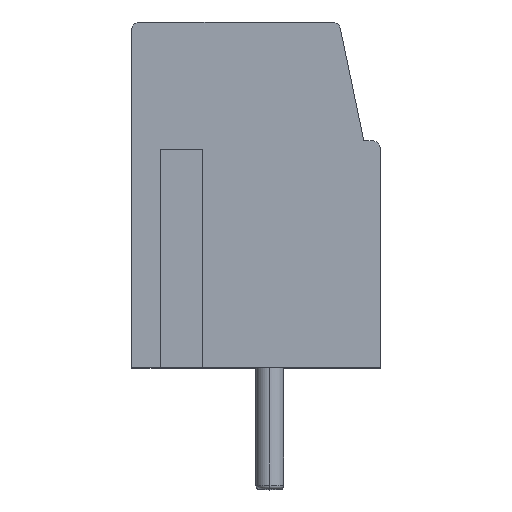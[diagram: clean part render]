
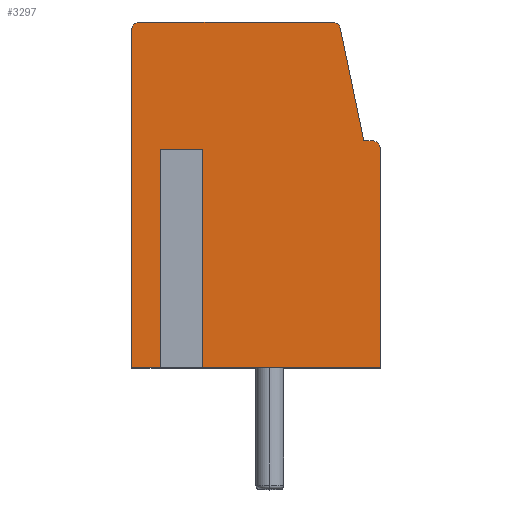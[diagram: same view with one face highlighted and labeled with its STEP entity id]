
A CAD part, top view. The second image highlights one B-rep face of the part: STEP entity #3297.
In plain terms, the highlighted planar face has unit normal (0, 0, 1).
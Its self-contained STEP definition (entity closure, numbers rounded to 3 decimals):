
#24 = VECTOR ( 'NONE', #2522, 1000. ) ;
#91 = LINE ( 'NONE', #1772, #430 ) ;
#169 = VERTEX_POINT ( 'NONE', #278 ) ;
#275 = CARTESIAN_POINT ( 'NONE',  ( 2.15, 0., 22.5 ) ) ;
#278 = CARTESIAN_POINT ( 'NONE',  ( 0., 0., 22.5 ) ) ;
#284 = AXIS2_PLACEMENT_3D ( 'NONE', #1951, #3309, #3341 ) ;
#410 = DIRECTION ( 'NONE',  ( -1., 0., 0. ) ) ;
#430 = VECTOR ( 'NONE', #5380, 1000. ) ;
#437 = DIRECTION ( 'NONE',  ( -1., 0., 0. ) ) ;
#500 = CARTESIAN_POINT ( 'NONE',  ( 0., 8.2, 22.5 ) ) ;
#542 = VECTOR ( 'NONE', #2151, 1000. ) ;
#571 = CARTESIAN_POINT ( 'NONE',  ( 9., 0., 22.5 ) ) ;
#582 = EDGE_CURVE ( 'NONE', #4764, #1886, #3609, .T. ) ;
#603 = LINE ( 'NONE', #1979, #5389 ) ;
#648 = CIRCLE ( 'NONE', #1347, 0.3 ) ;
#688 = DIRECTION ( 'NONE',  ( 0.205, -0.979, 0. ) ) ;
#714 = DIRECTION ( 'NONE',  ( 0., -1., 0. ) ) ;
#795 = CARTESIAN_POINT ( 'NONE',  ( 7.256, 12.2, 22.5 ) ) ;
#858 = CARTESIAN_POINT ( 'NONE',  ( 9., 12.5, 22.5 ) ) ;
#904 = DIRECTION ( 'NONE',  ( -1., 0., 0. ) ) ;
#1083 = VERTEX_POINT ( 'NONE', #2447 ) ;
#1090 = EDGE_CURVE ( 'NONE', #4825, #2716, #91, .T. ) ;
#1103 = DIRECTION ( 'NONE',  ( 0., -1., 0. ) ) ;
#1167 = EDGE_LOOP ( 'NONE', ( #1248, #3241, #1849, #1510, #4415, #1271, #2630, #2486, #5252, #2346, #4421, #1798, #1846 ) ) ;
#1248 = ORIENTED_EDGE ( 'NONE', *, *, #4324, .T. ) ;
#1271 = ORIENTED_EDGE ( 'NONE', *, *, #3332, .F. ) ;
#1277 = LINE ( 'NONE', #1670, #5244 ) ;
#1347 = AXIS2_PLACEMENT_3D ( 'NONE', #5391, #3318, #904 ) ;
#1510 = ORIENTED_EDGE ( 'NONE', *, *, #4852, .T. ) ;
#1551 = EDGE_CURVE ( 'NONE', #2404, #4478, #4418, .T. ) ;
#1618 = EDGE_CURVE ( 'NONE', #4006, #169, #603, .T. ) ;
#1667 = VERTEX_POINT ( 'NONE', #275 ) ;
#1670 = CARTESIAN_POINT ( 'NONE',  ( 8.425, 8.08, 22.5 ) ) ;
#1719 = EDGE_CURVE ( 'NONE', #5115, #1906, #4162, .T. ) ;
#1772 = CARTESIAN_POINT ( 'NONE',  ( 9., 8.2, 22.5 ) ) ;
#1798 = ORIENTED_EDGE ( 'NONE', *, *, #3482, .F. ) ;
#1846 = ORIENTED_EDGE ( 'NONE', *, *, #582, .F. ) ;
#1849 = ORIENTED_EDGE ( 'NONE', *, *, #1551, .F. ) ;
#1886 = VERTEX_POINT ( 'NONE', #4287 ) ;
#1906 = VERTEX_POINT ( 'NONE', #2143 ) ;
#1951 = CARTESIAN_POINT ( 'NONE',  ( 9., 8.2, 22.5 ) ) ;
#1979 = CARTESIAN_POINT ( 'NONE',  ( 9., 0., 22.5 ) ) ;
#2047 = CIRCLE ( 'NONE', #2466, 0.3 ) ;
#2108 = PLANE ( 'NONE',  #284 ) ;
#2143 = CARTESIAN_POINT ( 'NONE',  ( 7.256, 12.5, 22.5 ) ) ;
#2151 = DIRECTION ( 'NONE',  ( 1., 0., 0. ) ) ;
#2264 = VECTOR ( 'NONE', #5333, 1000. ) ;
#2330 = CARTESIAN_POINT ( 'NONE',  ( 8.7, 8.2, 22.5 ) ) ;
#2346 = ORIENTED_EDGE ( 'NONE', *, *, #3621, .F. ) ;
#2404 = VERTEX_POINT ( 'NONE', #4644 ) ;
#2447 = CARTESIAN_POINT ( 'NONE',  ( 0.3, 12.5, 22.5 ) ) ;
#2466 = AXIS2_PLACEMENT_3D ( 'NONE', #4893, #4101, #410 ) ;
#2486 = ORIENTED_EDGE ( 'NONE', *, *, #4578, .F. ) ;
#2522 = DIRECTION ( 'NONE',  ( 0., 1., 0. ) ) ;
#2630 = ORIENTED_EDGE ( 'NONE', *, *, #1719, .T. ) ;
#2716 = VERTEX_POINT ( 'NONE', #2330 ) ;
#2773 = CARTESIAN_POINT ( 'NONE',  ( 2.15, 7.9, 22.5 ) ) ;
#2821 = VECTOR ( 'NONE', #4208, 1000. ) ;
#2949 = LINE ( 'NONE', #500, #24 ) ;
#3064 = VECTOR ( 'NONE', #1103, 1000. ) ;
#3209 = CARTESIAN_POINT ( 'NONE',  ( 9., 8.2, 22.5 ) ) ;
#3218 = LINE ( 'NONE', #3596, #3064 ) ;
#3222 = LINE ( 'NONE', #4052, #4618 ) ;
#3241 = ORIENTED_EDGE ( 'NONE', *, *, #5035, .F. ) ;
#3297 = ADVANCED_FACE ( 'NONE', ( #3737 ), #2108, .F. ) ;
#3309 = DIRECTION ( 'NONE',  ( 0., 0., -1. ) ) ;
#3318 = DIRECTION ( 'NONE',  ( 0., 0., 1. ) ) ;
#3319 = DIRECTION ( 'NONE',  ( 0., 0., 1. ) ) ;
#3332 = EDGE_CURVE ( 'NONE', #5115, #4825, #1277, .T. ) ;
#3341 = DIRECTION ( 'NONE',  ( -1., 0., 0. ) ) ;
#3482 = EDGE_CURVE ( 'NONE', #1886, #4006, #3222, .T. ) ;
#3596 = CARTESIAN_POINT ( 'NONE',  ( 2.15, 7.9, 22.5 ) ) ;
#3599 = DIRECTION ( 'NONE',  ( 0., -1., 0. ) ) ;
#3609 = LINE ( 'NONE', #2773, #2264 ) ;
#3611 = DIRECTION ( 'NONE',  ( -1., 0., 0. ) ) ;
#3621 = EDGE_CURVE ( 'NONE', #169, #5287, #2949, .T. ) ;
#3737 = FACE_OUTER_BOUND ( 'NONE', #1167, .T. ) ;
#3755 = CARTESIAN_POINT ( 'NONE',  ( 9., 0., 22.5 ) ) ;
#3891 = EDGE_CURVE ( 'NONE', #1083, #5287, #648, .T. ) ;
#3938 = CARTESIAN_POINT ( 'NONE',  ( 8.4, 8.2, 22.5 ) ) ;
#3993 = CARTESIAN_POINT ( 'NONE',  ( 2.15, 7.9, 22.5 ) ) ;
#4006 = VERTEX_POINT ( 'NONE', #4434 ) ;
#4052 = CARTESIAN_POINT ( 'NONE',  ( 1.45, 7.9, 22.5 ) ) ;
#4101 = DIRECTION ( 'NONE',  ( 0., 0., 1. ) ) ;
#4162 = CIRCLE ( 'NONE', #4857, 0.3 ) ;
#4208 = DIRECTION ( 'NONE',  ( -1., 0., 0. ) ) ;
#4287 = CARTESIAN_POINT ( 'NONE',  ( 1.45, 7.9, 22.5 ) ) ;
#4324 = EDGE_CURVE ( 'NONE', #4764, #1667, #3218, .T. ) ;
#4415 = ORIENTED_EDGE ( 'NONE', *, *, #1090, .F. ) ;
#4418 = LINE ( 'NONE', #3209, #4592 ) ;
#4421 = ORIENTED_EDGE ( 'NONE', *, *, #1618, .F. ) ;
#4434 = CARTESIAN_POINT ( 'NONE',  ( 1.45, 0., 22.5 ) ) ;
#4478 = VERTEX_POINT ( 'NONE', #3755 ) ;
#4570 = LINE ( 'NONE', #858, #542 ) ;
#4578 = EDGE_CURVE ( 'NONE', #1083, #1906, #4570, .T. ) ;
#4592 = VECTOR ( 'NONE', #714, 1000. ) ;
#4618 = VECTOR ( 'NONE', #3599, 1000. ) ;
#4644 = CARTESIAN_POINT ( 'NONE',  ( 9., 7.9, 22.5 ) ) ;
#4663 = LINE ( 'NONE', #571, #2821 ) ;
#4739 = CARTESIAN_POINT ( 'NONE',  ( 0., 12.2, 22.5 ) ) ;
#4764 = VERTEX_POINT ( 'NONE', #3993 ) ;
#4825 = VERTEX_POINT ( 'NONE', #3938 ) ;
#4852 = EDGE_CURVE ( 'NONE', #2404, #2716, #2047, .T. ) ;
#4857 = AXIS2_PLACEMENT_3D ( 'NONE', #795, #3319, #437 ) ;
#4893 = CARTESIAN_POINT ( 'NONE',  ( 8.7, 7.9, 22.5 ) ) ;
#4993 = CARTESIAN_POINT ( 'NONE',  ( 7.55, 12.261, 22.5 ) ) ;
#5035 = EDGE_CURVE ( 'NONE', #4478, #1667, #4663, .T. ) ;
#5115 = VERTEX_POINT ( 'NONE', #4993 ) ;
#5244 = VECTOR ( 'NONE', #688, 1000. ) ;
#5252 = ORIENTED_EDGE ( 'NONE', *, *, #3891, .T. ) ;
#5287 = VERTEX_POINT ( 'NONE', #4739 ) ;
#5333 = DIRECTION ( 'NONE',  ( -1., 0., 0. ) ) ;
#5380 = DIRECTION ( 'NONE',  ( 1., 0., 0. ) ) ;
#5389 = VECTOR ( 'NONE', #3611, 1000. ) ;
#5391 = CARTESIAN_POINT ( 'NONE',  ( 0.3, 12.2, 22.5 ) ) ;
